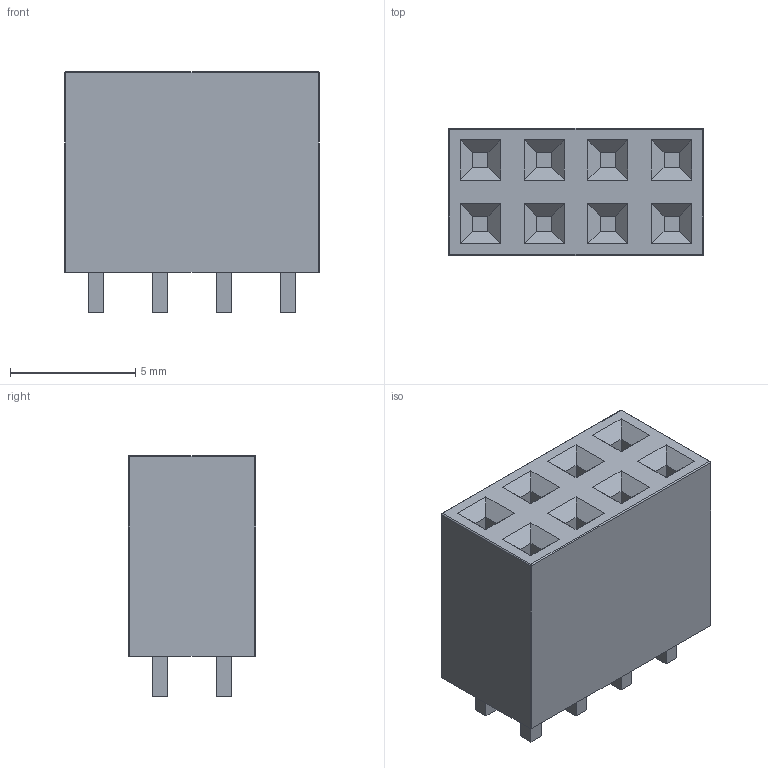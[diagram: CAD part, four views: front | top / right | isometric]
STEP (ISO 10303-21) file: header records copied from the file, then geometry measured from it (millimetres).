
FILE_DESCRIPTION (( 'STEP AP214' ), '1' );
FILE_NAME ('IDC8-2.54-1.STEP', '2012-08-23T02:52:29', ( 'User' ), ( 'Microsoft' ), 'SwSTEP 2.0', 'SolidWorks 2011', '' );
FILE_SCHEMA (( 'AUTOMOTIVE_DESIGN' ));
Length unit declared in the file: millimetre
Products named in the file (1): IDC8-2.54-1
Bounding box: 10.16 x 5.08 x 9.6 mm (x, y, z)
Volume: 399.3 mm3; surface area: 470.9 mm2
Topology: 2 solids, 2 shells, 131 faces, 296 edges, 180 vertices
Faces by surface type: plane 119, cylinder 8, sphere 4
Entity records: 4103 total; most frequent: CARTESIAN_POINT 604, ORIENTED_EDGE 584, DIRECTION 572, EDGE_CURVE 292, VECTOR 276, LINE 276, VERTEX_POINT 180, AXIS2_PLACEMENT_3D 148
